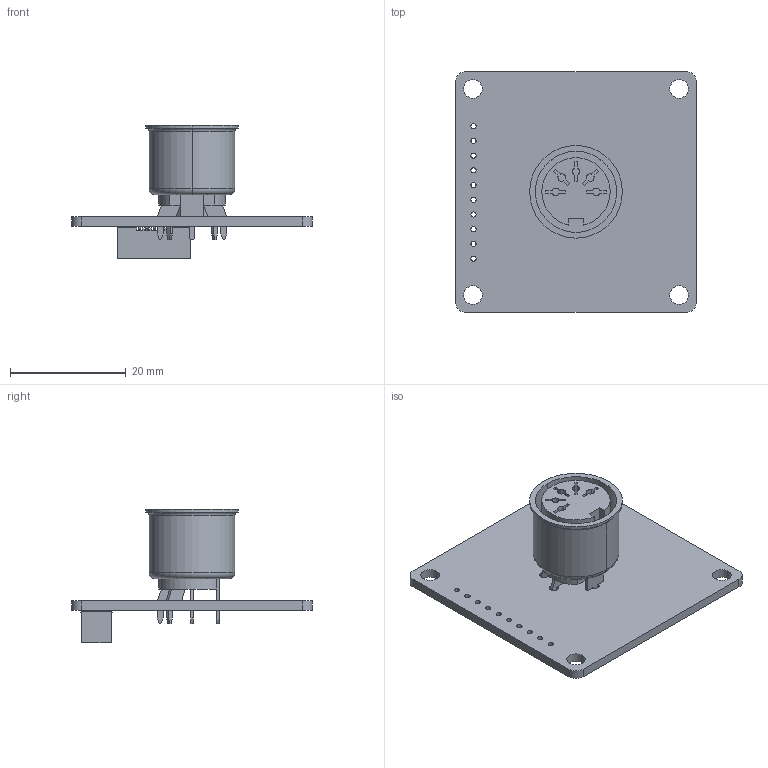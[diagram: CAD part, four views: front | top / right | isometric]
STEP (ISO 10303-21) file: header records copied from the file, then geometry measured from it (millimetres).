
FILE_DESCRIPTION(('KiCad electronic assembly'),'2;1');
FILE_NAME('MidiBreakOut.step','2025-02-24T13:16:01',('Pcbnew'),('Kicad') ,'Open CASCADE STEP processor 7.5','KiCad to STEP converter','Unknown' );
FILE_SCHEMA(('AUTOMOTIVE_DESIGN { 1 0 10303 214 1 1 1 1 }'));
Length unit declared in the file: millimetre
Products named in the file (6): MidiBreakOut 1; Same_Sky_SD-50BV; SOLID; 20021521-00010C1LF; COMPOUND; _autosave-MidiBreakOut PCB
Assembly tree (5 placements, depth 3):
  MidiBreakOut 1
    Same_Sky_SD-50BV
      SOLID
    20021521-00010C1LF
      COMPOUND
    _autosave-MidiBreakOut PCB
Bounding box: 41.6 x 41.6 x 23.1 mm (x, y, z)
Volume: 4793.6 mm3; surface area: 6126.8 mm2
Topology: 14 solids, 14 shells, 468 faces, 1108 edges, 682 vertices
Faces by surface type: plane 397, cylinder 67, torus 4
Full cylindrical faces by diameter (mm): 0.9 x10, 1.524 x6, 3.2 x4
Entity records: 30197 total; most frequent: CARTESIAN_POINT 5014, DIRECTION 4323, LINE 3054, VECTOR 3054, ORIENTED_EDGE 2216, PCURVE 2216, DEFINITIONAL_REPRESENTATION 2216, EDGE_CURVE 1108
